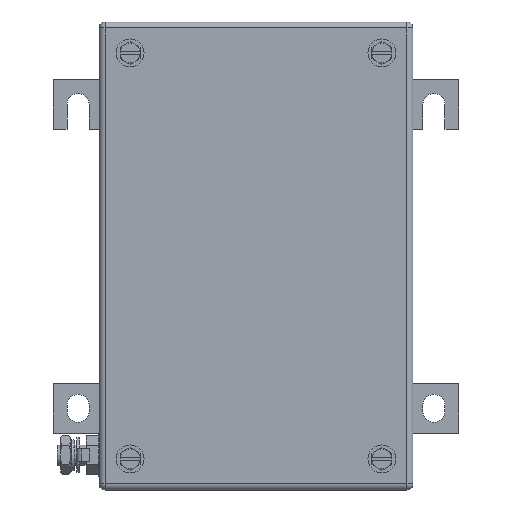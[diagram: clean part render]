
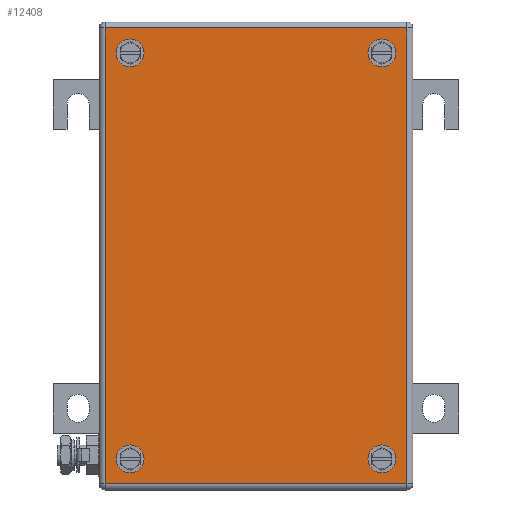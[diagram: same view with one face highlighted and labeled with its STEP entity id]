
A CAD part, top view. The second image highlights one B-rep face of the part: STEP entity #12408.
In plain terms, the highlighted planar face has unit normal (0, 0, 1).
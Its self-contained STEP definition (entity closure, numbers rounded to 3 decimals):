
#12282=AXIS2_PLACEMENT_3D('Circle Axis2P3D',#12280,#12281,$) ;
#12309=AXIS2_PLACEMENT_3D('Plane Axis2P3D',#12306,#12307,#12308) ;
#12347=AXIS2_PLACEMENT_3D('Circle Axis2P3D',#12345,#12346,$) ;
#12356=AXIS2_PLACEMENT_3D('Circle Axis2P3D',#12354,#12355,$) ;
#12365=AXIS2_PLACEMENT_3D('Circle Axis2P3D',#12363,#12364,$) ;
#12374=AXIS2_PLACEMENT_3D('Circle Axis2P3D',#12372,#12373,$) ;
#12383=AXIS2_PLACEMENT_3D('Circle Axis2P3D',#12381,#12382,$) ;
#12392=AXIS2_PLACEMENT_3D('Circle Axis2P3D',#12390,#12391,$) ;
#12401=AXIS2_PLACEMENT_3D('Circle Axis2P3D',#12399,#12400,$) ;
#12277=CARTESIAN_POINT('Vertex',(161.5,15.,136.5)) ;
#12280=CARTESIAN_POINT('Axis2P3D Location',(165.,15.,136.5)) ;
#12284=CARTESIAN_POINT('Vertex',(168.5,15.,136.5)) ;
#12306=CARTESIAN_POINT('Axis2P3D Location',(101.5,117.,136.5)) ;
#12311=CARTESIAN_POINT('Line Origine',(101.5,3.,136.5)) ;
#12315=CARTESIAN_POINT('Vertex',(26.,3.,136.5)) ;
#12317=CARTESIAN_POINT('Vertex',(177.,3.,136.5)) ;
#12320=CARTESIAN_POINT('Line Origine',(177.,117.,136.5)) ;
#12324=CARTESIAN_POINT('Vertex',(177.,231.,136.5)) ;
#12327=CARTESIAN_POINT('Line Origine',(101.5,231.,136.5)) ;
#12331=CARTESIAN_POINT('Vertex',(26.,231.,136.5)) ;
#12334=CARTESIAN_POINT('Line Origine',(26.,117.,136.5)) ;
#12345=CARTESIAN_POINT('Axis2P3D Location',(165.,15.,136.5)) ;
#12354=CARTESIAN_POINT('Axis2P3D Location',(165.,219.,136.5)) ;
#12358=CARTESIAN_POINT('Vertex',(168.5,219.,136.5)) ;
#12360=CARTESIAN_POINT('Vertex',(161.5,219.,136.5)) ;
#12363=CARTESIAN_POINT('Axis2P3D Location',(165.,219.,136.5)) ;
#12372=CARTESIAN_POINT('Axis2P3D Location',(38.,219.,136.5)) ;
#12376=CARTESIAN_POINT('Vertex',(34.5,219.,136.5)) ;
#12378=CARTESIAN_POINT('Vertex',(41.5,219.,136.5)) ;
#12381=CARTESIAN_POINT('Axis2P3D Location',(38.,219.,136.5)) ;
#12390=CARTESIAN_POINT('Axis2P3D Location',(38.,15.,136.5)) ;
#12394=CARTESIAN_POINT('Vertex',(34.5,15.,136.5)) ;
#12396=CARTESIAN_POINT('Vertex',(41.5,15.,136.5)) ;
#12399=CARTESIAN_POINT('Axis2P3D Location',(38.,15.,136.5)) ;
#12281=DIRECTION('Axis2P3D Direction',(0.,0.,1.)) ;
#12307=DIRECTION('Axis2P3D Direction',(0.,0.,1.)) ;
#12308=DIRECTION('Axis2P3D XDirection',(-1.,0.,0.)) ;
#12312=DIRECTION('Vector Direction',(-1.,0.,0.)) ;
#12321=DIRECTION('Vector Direction',(0.,1.,0.)) ;
#12328=DIRECTION('Vector Direction',(-1.,0.,0.)) ;
#12335=DIRECTION('Vector Direction',(0.,-1.,0.)) ;
#12346=DIRECTION('Axis2P3D Direction',(0.,0.,1.)) ;
#12355=DIRECTION('Axis2P3D Direction',(0.,0.,1.)) ;
#12364=DIRECTION('Axis2P3D Direction',(0.,0.,1.)) ;
#12373=DIRECTION('Axis2P3D Direction',(0.,0.,1.)) ;
#12382=DIRECTION('Axis2P3D Direction',(0.,0.,1.)) ;
#12391=DIRECTION('Axis2P3D Direction',(0.,0.,1.)) ;
#12400=DIRECTION('Axis2P3D Direction',(0.,0.,1.)) ;
#12313=VECTOR('Line Direction',#12312,1.) ;
#12322=VECTOR('Line Direction',#12321,1.) ;
#12329=VECTOR('Line Direction',#12328,1.) ;
#12336=VECTOR('Line Direction',#12335,1.) ;
#12340=ORIENTED_EDGE('',*,*,#12319,.T.) ;
#12341=ORIENTED_EDGE('',*,*,#12326,.T.) ;
#12342=ORIENTED_EDGE('',*,*,#12333,.T.) ;
#12343=ORIENTED_EDGE('',*,*,#12338,.T.) ;
#12351=ORIENTED_EDGE('',*,*,#12349,.F.) ;
#12352=ORIENTED_EDGE('',*,*,#12286,.F.) ;
#12369=ORIENTED_EDGE('',*,*,#12362,.F.) ;
#12370=ORIENTED_EDGE('',*,*,#12367,.F.) ;
#12387=ORIENTED_EDGE('',*,*,#12380,.F.) ;
#12388=ORIENTED_EDGE('',*,*,#12385,.F.) ;
#12405=ORIENTED_EDGE('',*,*,#12398,.F.) ;
#12406=ORIENTED_EDGE('',*,*,#12403,.F.) ;
#12353=FACE_BOUND('',#12350,.T.) ;
#12371=FACE_BOUND('',#12368,.T.) ;
#12389=FACE_BOUND('',#12386,.T.) ;
#12407=FACE_BOUND('',#12404,.T.) ;
#12408=ADVANCED_FACE('1195650000.1\\1195650000.1\\Product5_AllCATPart.1\\ZUB_KTB_FS_221513_0GP_AllCATPart.2\\ZUB_DE_KTB_FS_260x260.1\\DE_KTB_MH_PART_MASTER.1\\Koerper.2',(#12344,#12353,#12371,#12389,#12407),#12310,.T.) ;
#12283=CIRCLE('generated circle',#12282,3.5) ;
#12348=CIRCLE('generated circle',#12347,3.5) ;
#12357=CIRCLE('generated circle',#12356,3.5) ;
#12366=CIRCLE('generated circle',#12365,3.5) ;
#12375=CIRCLE('generated circle',#12374,3.5) ;
#12384=CIRCLE('generated circle',#12383,3.5) ;
#12393=CIRCLE('generated circle',#12392,3.5) ;
#12402=CIRCLE('generated circle',#12401,3.5) ;
#12286=EDGE_CURVE('',#12278,#12285,#12283,.T.) ;
#12319=EDGE_CURVE('',#12316,#12318,#12314,.F.) ;
#12326=EDGE_CURVE('',#12318,#12325,#12323,.T.) ;
#12333=EDGE_CURVE('',#12325,#12332,#12330,.T.) ;
#12338=EDGE_CURVE('',#12332,#12316,#12337,.T.) ;
#12349=EDGE_CURVE('',#12285,#12278,#12348,.T.) ;
#12362=EDGE_CURVE('',#12359,#12361,#12357,.T.) ;
#12367=EDGE_CURVE('',#12361,#12359,#12366,.T.) ;
#12380=EDGE_CURVE('',#12377,#12379,#12375,.T.) ;
#12385=EDGE_CURVE('',#12379,#12377,#12384,.T.) ;
#12398=EDGE_CURVE('',#12395,#12397,#12393,.T.) ;
#12403=EDGE_CURVE('',#12397,#12395,#12402,.T.) ;
#12339=EDGE_LOOP('',(#12340,#12341,#12342,#12343)) ;
#12350=EDGE_LOOP('',(#12351,#12352)) ;
#12368=EDGE_LOOP('',(#12369,#12370)) ;
#12386=EDGE_LOOP('',(#12387,#12388)) ;
#12404=EDGE_LOOP('',(#12405,#12406)) ;
#12344=FACE_OUTER_BOUND('',#12339,.T.) ;
#12314=LINE('Line',#12311,#12313) ;
#12323=LINE('Line',#12320,#12322) ;
#12330=LINE('Line',#12327,#12329) ;
#12337=LINE('Line',#12334,#12336) ;
#12310=PLANE('',#12309) ;
#12278=VERTEX_POINT('',#12277) ;
#12285=VERTEX_POINT('',#12284) ;
#12316=VERTEX_POINT('',#12315) ;
#12318=VERTEX_POINT('',#12317) ;
#12325=VERTEX_POINT('',#12324) ;
#12332=VERTEX_POINT('',#12331) ;
#12359=VERTEX_POINT('',#12358) ;
#12361=VERTEX_POINT('',#12360) ;
#12377=VERTEX_POINT('',#12376) ;
#12379=VERTEX_POINT('',#12378) ;
#12395=VERTEX_POINT('',#12394) ;
#12397=VERTEX_POINT('',#12396) ;
